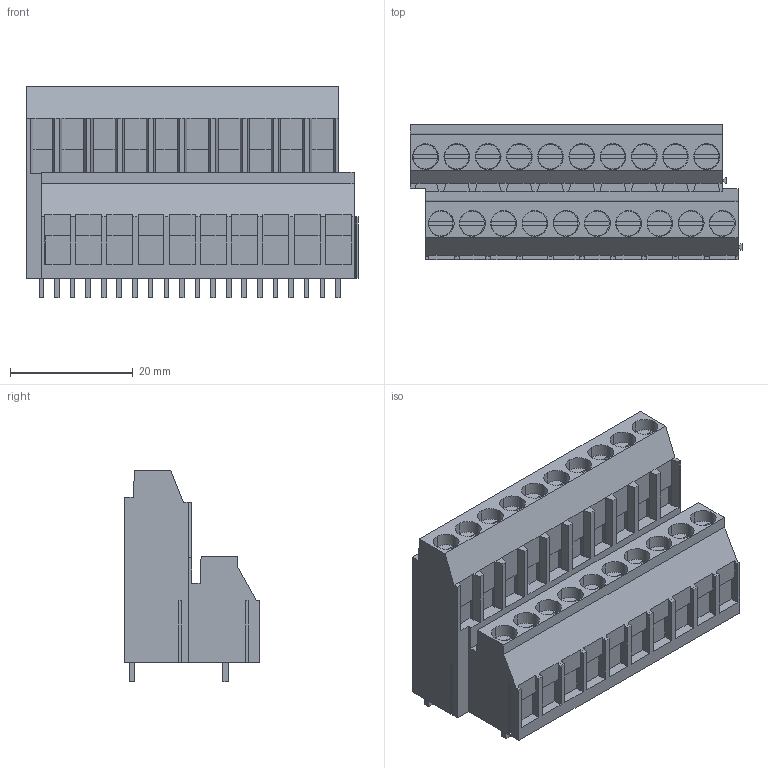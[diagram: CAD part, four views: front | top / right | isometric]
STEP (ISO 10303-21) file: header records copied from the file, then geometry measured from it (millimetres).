
FILE_DESCRIPTION(('CATIA V5 STEP','CAx-IF Rec.Pracs.--- Model Styling and Organization---1.4--- 2014-01-23'),'2;1');
FILE_NAME ('D1460976_1', '2024-03-18T12:50:15+00:00', ('none'), ('Weidmueller'), 'CATIA Version 5-6 Release 2016 SP3 HF44', 'CATIA V5 STEP AP214', 'none');
FILE_SCHEMA(('AUTOMOTIVE_DESIGN { 1 0 10303 214 1 1 1 1 }'));
Length unit declared in the file: millimetre
Products named in the file (1): 1977540000
Bounding box: 53.99 x 21.94 x 34.47 mm (x, y, z)
Volume: 21647.5 mm3; surface area: 10791.1 mm2
Topology: 41 solids, 41 shells, 1132 faces, 3240 edges, 2211 vertices
Faces by surface type: plane 1052, cylinder 80
Entity records: 33978 total; most frequent: CARTESIAN_POINT 6521, ORIENTED_EDGE 6480, DIRECTION 4343, EDGE_CURVE 3240, VECTOR 2869, LINE 2869, VERTEX_POINT 2211, EDGE_LOOP 1153
